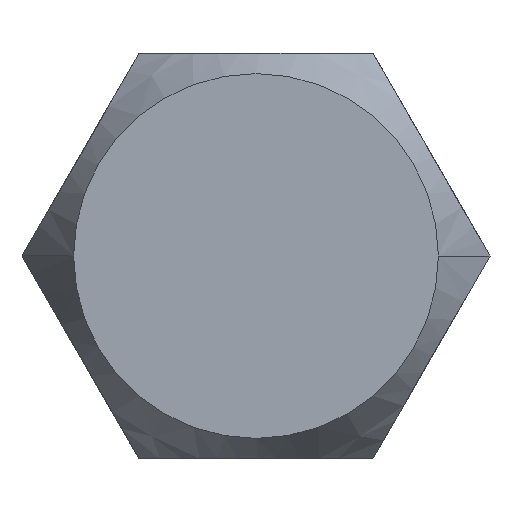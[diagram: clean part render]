
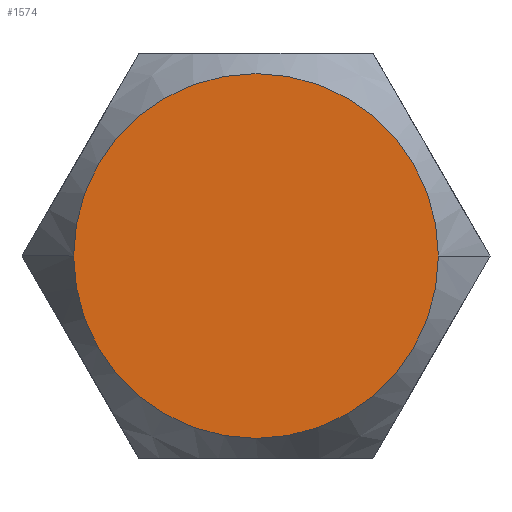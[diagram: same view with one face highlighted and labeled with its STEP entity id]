
A CAD part, front view. The second image highlights one B-rep face of the part: STEP entity #1574.
In plain terms, the highlighted planar face has unit normal (0, -1, 0).
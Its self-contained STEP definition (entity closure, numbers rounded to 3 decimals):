
#118 = DIRECTION ( 'NONE',  ( 0., -1., 0. ) ) ;
#179 = DIRECTION ( 'NONE',  ( -1., 0., 0. ) ) ;
#206 = DIRECTION ( 'NONE',  ( 0., -1., 0. ) ) ;
#541 = DIRECTION ( 'NONE',  ( -1., 0., 0. ) ) ;
#748 = AXIS2_PLACEMENT_3D ( 'NONE', #791, #118, #2469 ) ;
#791 = CARTESIAN_POINT ( 'NONE',  ( 0., 0., 0. ) ) ;
#971 = EDGE_LOOP ( 'NONE', ( #3972, #2022 ) ) ;
#1574 = ADVANCED_FACE ( 'Defeature ausgef�hrt2_16', ( #3291 ), #3202, .T. ) ;
#1744 = CIRCLE ( 'NONE', #748, 2.858 ) ;
#1747 = CARTESIAN_POINT ( 'NONE',  ( 2.858, 0., 0. ) ) ;
#1979 = CIRCLE ( 'NONE', #3849, 2.858 ) ;
#2022 = ORIENTED_EDGE ( 'NONE', *, *, #3787, .T. ) ;
#2188 = CARTESIAN_POINT ( 'NONE',  ( 0., 0., 6.35 ) ) ;
#2210 = CARTESIAN_POINT ( 'NONE',  ( 0., 0., 0. ) ) ;
#2241 = DIRECTION ( 'NONE',  ( 0., -1., 0. ) ) ;
#2244 = CARTESIAN_POINT ( 'NONE',  ( -2.858, 0., 0. ) ) ;
#2406 = VERTEX_POINT ( 'NONE', #1747 ) ;
#2469 = DIRECTION ( 'NONE',  ( -1., 0., 0. ) ) ;
#2704 = EDGE_CURVE ( 'Defeature ausgef�hrt2_16+Defeature ausgef�hrt2_15+Defeature ausgef�hrt2_15+Defeature ausgef�hrt2_15', #2406, #3391, #1979, .T. ) ;
#3202 = PLANE ( 'NONE',  #3308 ) ;
#3291 = FACE_OUTER_BOUND ( 'NONE', #971, .T. ) ;
#3308 = AXIS2_PLACEMENT_3D ( 'NONE', #2188, #2241, #179 ) ;
#3391 = VERTEX_POINT ( 'NONE', #2244 ) ;
#3787 = EDGE_CURVE ( 'Defeature ausgef�hrt2_16+Defeature ausgef�hrt2_15+Defeature ausgef�hrt2_15+Defeature ausgef�hrt2_15', #3391, #2406, #1744, .T. ) ;
#3849 = AXIS2_PLACEMENT_3D ( 'NONE', #2210, #206, #541 ) ;
#3972 = ORIENTED_EDGE ( 'NONE', *, *, #2704, .T. ) ;
